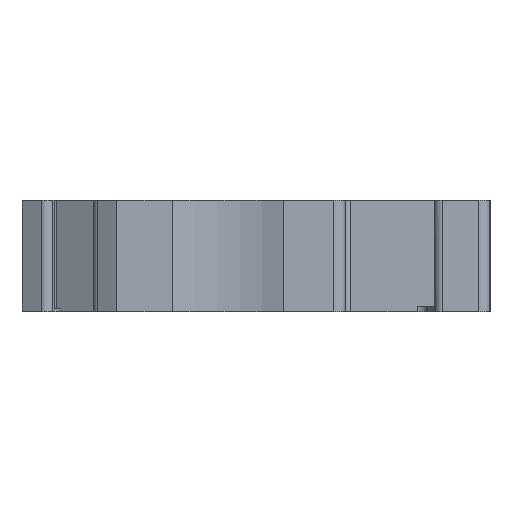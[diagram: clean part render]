
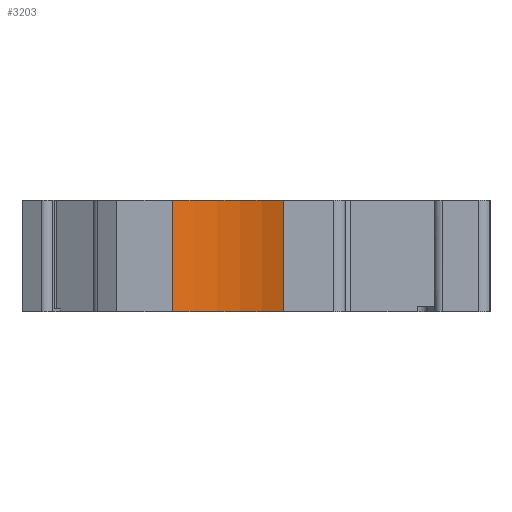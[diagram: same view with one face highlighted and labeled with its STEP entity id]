
A CAD part, left-side view. The second image highlights one B-rep face of the part: STEP entity #3203.
In plain terms, the highlighted cylindrical face has radius 13 mm (diameter 26 mm), a partial arc.
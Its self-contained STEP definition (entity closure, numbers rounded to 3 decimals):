
#39=CYLINDRICAL_SURFACE('',#3485,13.);
#97=CIRCLE('',#3362,13.);
#158=CIRCLE('',#3426,13.);
#640=ORIENTED_EDGE('',*,*,#1177,.T.);
#641=ORIENTED_EDGE('',*,*,#1431,.T.);
#642=ORIENTED_EDGE('',*,*,#1368,.F.);
#643=ORIENTED_EDGE('',*,*,#1464,.F.);
#1177=EDGE_CURVE('',#1650,#1649,#97,.F.);
#1368=EDGE_CURVE('',#1836,#1837,#158,.T.);
#1431=EDGE_CURVE('',#1649,#1837,#2130,.T.);
#1464=EDGE_CURVE('',#1650,#1836,#2163,.T.);
#1649=VERTEX_POINT('',#4644);
#1650=VERTEX_POINT('',#4646);
#1836=VERTEX_POINT('',#5025);
#1837=VERTEX_POINT('',#5027);
#2130=LINE('',#5145,#2483);
#2163=LINE('',#5204,#2516);
#2483=VECTOR('',#4048,1000.);
#2516=VECTOR('',#4111,1000.);
#2701=EDGE_LOOP('',(#640,#641,#642,#643));
#2903=FACE_BOUND('',#2701,.T.);
#3203=ADVANCED_FACE('',(#2903),#39,.F.);
#3362=AXIS2_PLACEMENT_3D('',#4645,#3688,#3689);
#3426=AXIS2_PLACEMENT_3D('',#5026,#3946,#3947);
#3485=AXIS2_PLACEMENT_3D('',#5251,#4164,#4165);
#3688=DIRECTION('',(0.,0.,1.));
#3689=DIRECTION('',(1.,0.,0.));
#3946=DIRECTION('',(0.,0.,-1.));
#3947=DIRECTION('',(-1.,0.,0.));
#4048=DIRECTION('',(0.,0.,1.));
#4111=DIRECTION('',(0.,0.,1.));
#4164=DIRECTION('',(0.,0.,1.));
#4165=DIRECTION('',(1.,0.,0.));
#4644=CARTESIAN_POINT('',(-38.25,-2.5,-5.));
#4645=CARTESIAN_POINT('',(-50.25,2.5,-5.));
#4646=CARTESIAN_POINT('',(-38.25,7.5,-5.));
#5025=CARTESIAN_POINT('',(-38.25,7.5,5.));
#5026=CARTESIAN_POINT('',(-50.25,2.5,5.));
#5027=CARTESIAN_POINT('',(-38.25,-2.5,5.));
#5145=CARTESIAN_POINT('',(-38.25,-2.5,-82.842));
#5204=CARTESIAN_POINT('',(-38.25,7.5,-82.842));
#5251=CARTESIAN_POINT('',(-50.25,2.5,-82.842));
